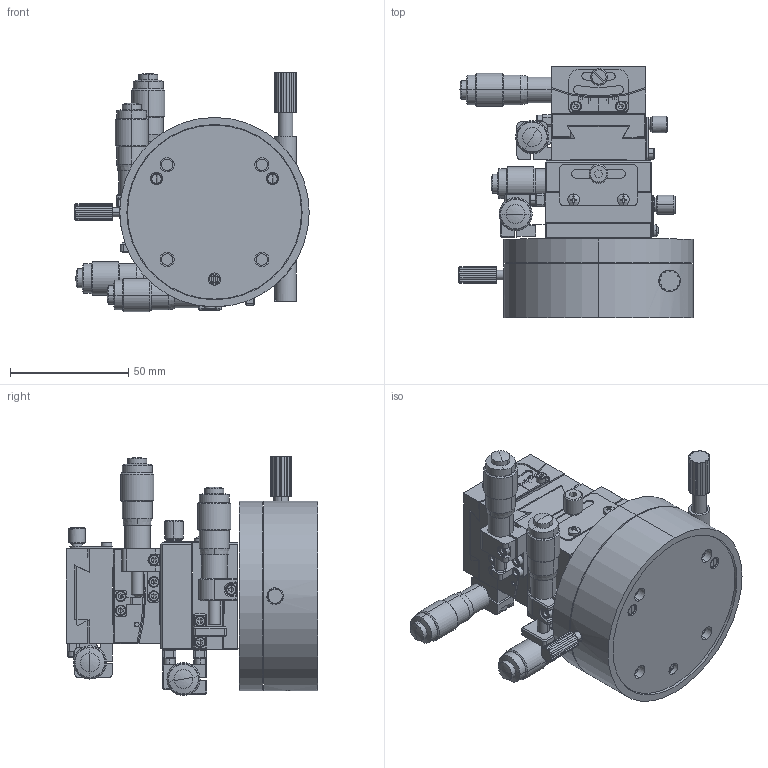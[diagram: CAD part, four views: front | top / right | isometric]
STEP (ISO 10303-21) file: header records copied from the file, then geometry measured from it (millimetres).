
FILE_DESCRIPTION (( 'STEP AP203' ), '1' );
FILE_NAME ('GCM-920504M.STEP', '2019-05-29T08:46:24', ( '' ), ( '' ), 'SwSTEP 2.0', 'SolidWorks 2015', '' );
FILE_SCHEMA (( 'CONFIG_CONTROL_DESIGN' ));
Length unit declared in the file: millimetre
Products named in the file (1): GCM-920504M
Bounding box: 99 x 106.2 x 101 mm (x, y, z)
Surface area: 86330.3 mm2 (no closed solid volume)
Topology: 0 solids, 104 shells, 1290 faces, 4027 edges, 2682 vertices
Faces by surface type: plane 559, cylinder 451, cone 188, bspline 92
Entity records: 51674 total; most frequent: CARTESIAN_POINT 17464, DIRECTION 7055, ORIENTED_EDGE 6554, EDGE_CURVE 3928, VERTEX_POINT 2675, AXIS2_PLACEMENT_3D 2555, VECTOR 1945, LINE 1945
